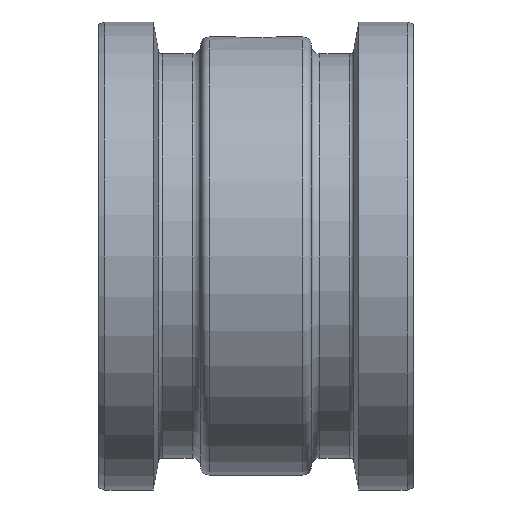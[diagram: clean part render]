
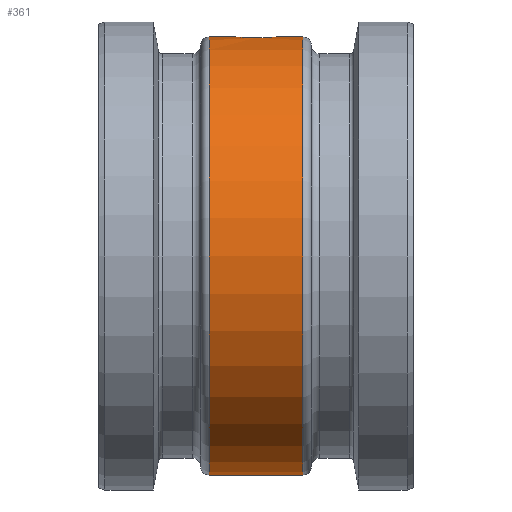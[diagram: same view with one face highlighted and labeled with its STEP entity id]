
A CAD part, left-side view. The second image highlights one B-rep face of the part: STEP entity #361.
In plain terms, the highlighted cylindrical face has radius 51.5 mm (diameter 103 mm), a full revolution.
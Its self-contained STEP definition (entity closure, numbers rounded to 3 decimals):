
#57=FACE_BOUND('',#174,.T.);
#58=FACE_BOUND('',#175,.T.);
#76=CIRCLE('',#390,51.5);
#89=CIRCLE('',#417,51.5);
#119=FACE_OUTER_BOUND('',#173,.T.);
#173=EDGE_LOOP('',(#307));
#174=EDGE_LOOP('',(#308,#309));
#175=EDGE_LOOP('',(#310));
#193=B_SPLINE_CURVE_WITH_KNOTS('',3,(#599,#600,#601,#602,#603,#604,#605,
#606,#607,#608,#609,#610,#611,#612,#613,#614,#615,#616),.UNSPECIFIED.,.F.,
 .F.,(4,2,2,2,2,2,2,2,4),(0.754,0.942,1.131,
1.319,1.508,1.696,1.885,2.073,
2.262),.UNSPECIFIED.);
#194=B_SPLINE_CURVE_WITH_KNOTS('',3,(#617,#618,#619,#620,#621,#622,#623,
#624,#625,#626,#627,#628,#629,#630,#631,#632,#633,#634,#635),
 .UNSPECIFIED.,.F.,.F.,(4,2,2,2,3,2,2,2,4),(2.262,2.45,
2.639,2.827,3.016,3.204,3.392,
3.581,3.769),.UNSPECIFIED.);
#197=VERTEX_POINT('',#597);
#198=VERTEX_POINT('',#598);
#207=VERTEX_POINT('',#659);
#220=VERTEX_POINT('',#699);
#230=EDGE_CURVE('',#197,#198,#193,.T.);
#231=EDGE_CURVE('',#198,#197,#194,.T.);
#240=EDGE_CURVE('',#207,#207,#76,.T.);
#253=EDGE_CURVE('',#220,#220,#89,.T.);
#307=ORIENTED_EDGE('',*,*,#240,.T.);
#308=ORIENTED_EDGE('',*,*,#230,.T.);
#309=ORIENTED_EDGE('',*,*,#231,.T.);
#310=ORIENTED_EDGE('',*,*,#253,.F.);
#336=CYLINDRICAL_SURFACE('',#416,51.5);
#361=ADVANCED_FACE('',(#119,#57,#58),#336,.T.);
#390=AXIS2_PLACEMENT_3D('',#660,#471,#472);
#416=AXIS2_PLACEMENT_3D('',#698,#523,#524);
#417=AXIS2_PLACEMENT_3D('',#700,#525,#526);
#471=DIRECTION('center_axis',(0.,-1.,0.));
#472=DIRECTION('ref_axis',(1.,0.,0.));
#523=DIRECTION('center_axis',(0.,-1.,0.));
#524=DIRECTION('ref_axis',(1.,0.,0.));
#525=DIRECTION('center_axis',(0.,-1.,0.));
#526=DIRECTION('ref_axis',(1.,0.,0.));
#597=CARTESIAN_POINT('',(0.,42.,51.5));
#598=CARTESIAN_POINT('',(0.,32.,51.5));
#599=CARTESIAN_POINT('Ctrl Pts',(0.,42.,51.5));
#600=CARTESIAN_POINT('Ctrl Pts',(0.628,42.,51.5));
#601=CARTESIAN_POINT('Ctrl Pts',(1.298,41.874,51.487));
#602=CARTESIAN_POINT('Ctrl Pts',(2.53,41.364,51.442));
#603=CARTESIAN_POINT('Ctrl Pts',(3.092,40.979,51.409));
#604=CARTESIAN_POINT('Ctrl Pts',(3.979,40.092,51.348));
#605=CARTESIAN_POINT('Ctrl Pts',(4.364,39.53,51.315));
#606=CARTESIAN_POINT('Ctrl Pts',(4.874,38.298,51.269));
#607=CARTESIAN_POINT('Ctrl Pts',(5.,37.628,51.257));
#608=CARTESIAN_POINT('Ctrl Pts',(5.,36.372,51.257));
#609=CARTESIAN_POINT('Ctrl Pts',(4.874,35.702,51.269));
#610=CARTESIAN_POINT('Ctrl Pts',(4.364,34.47,51.315));
#611=CARTESIAN_POINT('Ctrl Pts',(3.979,33.908,51.348));
#612=CARTESIAN_POINT('Ctrl Pts',(3.092,33.021,51.409));
#613=CARTESIAN_POINT('Ctrl Pts',(2.53,32.636,51.442));
#614=CARTESIAN_POINT('Ctrl Pts',(1.298,32.126,51.487));
#615=CARTESIAN_POINT('Ctrl Pts',(0.628,32.,51.5));
#616=CARTESIAN_POINT('Ctrl Pts',(0.,32.,51.5));
#617=CARTESIAN_POINT('Ctrl Pts',(0.,32.,51.5));
#618=CARTESIAN_POINT('Ctrl Pts',(-0.628,32.,51.5));
#619=CARTESIAN_POINT('Ctrl Pts',(-1.298,32.126,51.487));
#620=CARTESIAN_POINT('Ctrl Pts',(-2.53,32.636,51.442));
#621=CARTESIAN_POINT('Ctrl Pts',(-3.092,33.021,51.409));
#622=CARTESIAN_POINT('Ctrl Pts',(-3.979,33.908,51.348));
#623=CARTESIAN_POINT('Ctrl Pts',(-4.364,34.47,51.315));
#624=CARTESIAN_POINT('Ctrl Pts',(-4.874,35.702,51.269));
#625=CARTESIAN_POINT('Ctrl Pts',(-5.,36.372,51.257));
#626=CARTESIAN_POINT('Ctrl Pts',(-5.,37.,51.257));
#627=CARTESIAN_POINT('Ctrl Pts',(-5.,37.628,51.257));
#628=CARTESIAN_POINT('Ctrl Pts',(-4.874,38.298,51.269));
#629=CARTESIAN_POINT('Ctrl Pts',(-4.364,39.53,51.315));
#630=CARTESIAN_POINT('Ctrl Pts',(-3.979,40.092,51.348));
#631=CARTESIAN_POINT('Ctrl Pts',(-3.092,40.979,51.409));
#632=CARTESIAN_POINT('Ctrl Pts',(-2.53,41.364,51.442));
#633=CARTESIAN_POINT('Ctrl Pts',(-1.298,41.874,51.487));
#634=CARTESIAN_POINT('Ctrl Pts',(-0.628,42.,51.5));
#635=CARTESIAN_POINT('Ctrl Pts',(0.,42.,51.5));
#659=CARTESIAN_POINT('',(51.5,48.,0.));
#660=CARTESIAN_POINT('Origin',(0.,48.,0.));
#698=CARTESIAN_POINT('Origin',(0.,31.5,0.));
#699=CARTESIAN_POINT('',(51.5,26.,0.));
#700=CARTESIAN_POINT('Origin',(0.,26.,0.));
